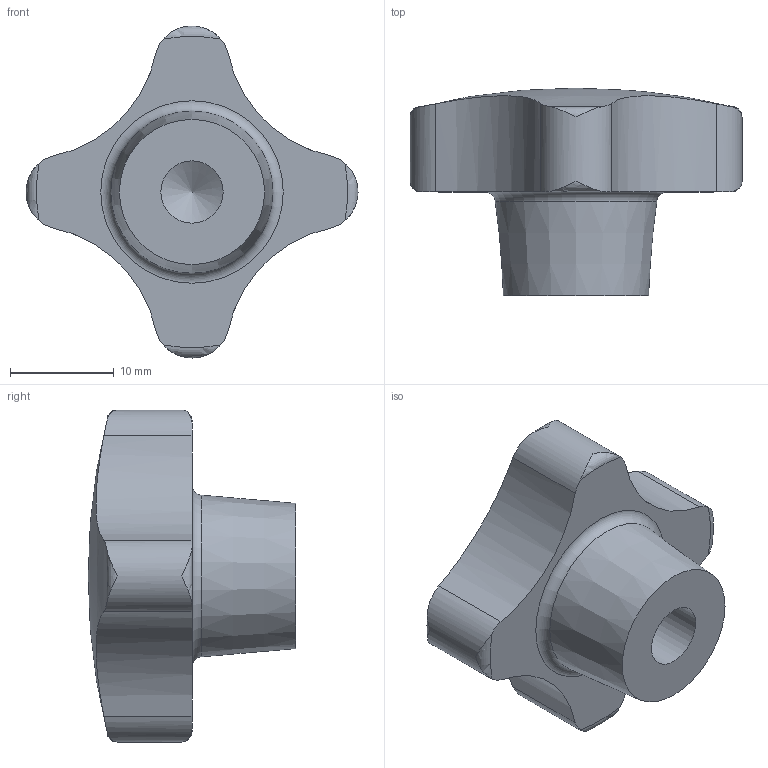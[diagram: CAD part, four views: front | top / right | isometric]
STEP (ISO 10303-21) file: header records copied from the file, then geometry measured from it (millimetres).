
FILE_DESCRIPTION( ( 'STEP AP214' ), '1' );
FILE_NAME( 'K0148.406.stp', '2020-11-25T14:59:47', ( '' ), ( '' ), ' ', 'PARTsolutions', ' ' );
FILE_SCHEMA( ( 'AUTOMOTIVE_DESIGN { 1 0 10303 214 1 1 1 1 }' ) );
Length unit declared in the file: millimetre
Products named in the file (1): _K0148.406
Bounding box: 32 x 20 x 32 mm (x, y, z)
Volume: 5903 mm3; surface area: 2523.7 mm2
Topology: 1 solids, 1 shells, 23 faces, 69 edges, 48 vertices
Faces by surface type: cylinder 9, torus 9, cone 2, plane 2, sphere 1
Full cylindrical faces by diameter (mm): 6 x1
Entity records: 1180 total; most frequent: CARTESIAN_POINT 416, ORIENTED_EDGE 122, DIRECTION 106, EDGE_CURVE 61, AXIS2_PLACEMENT_3D 49, VERTEX_POINT 47, EDGE_LOOP 28, B_SPLINE_CURVE_WITH_KNOTS 28
